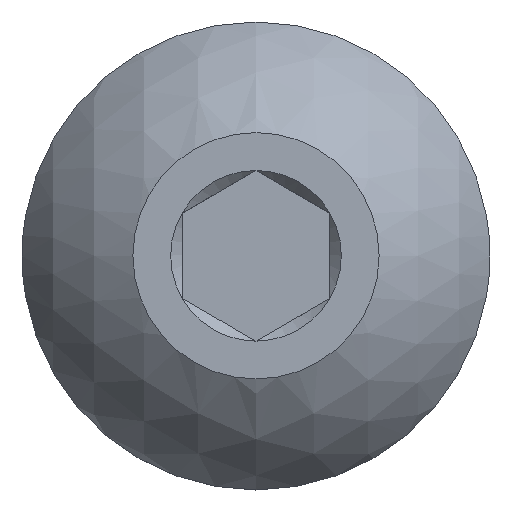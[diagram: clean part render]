
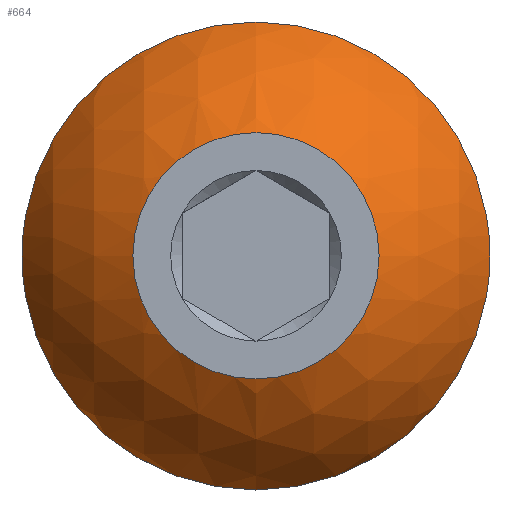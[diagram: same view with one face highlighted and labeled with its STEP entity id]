
A CAD part, top view. The second image highlights one B-rep face of the part: STEP entity #664.
In plain terms, the highlighted spherical face has radius 5.287 mm.
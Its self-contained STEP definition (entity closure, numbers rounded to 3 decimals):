
#27=FACE_BOUND('',#127,.T.);
#30=SPHERICAL_SURFACE('',#726,5.287);
#84=FACE_OUTER_BOUND('',#126,.T.);
#126=EDGE_LOOP('',(#504));
#127=EDGE_LOOP('',(#505));
#154=CIRCLE('',#724,4.75);
#156=CIRCLE('',#727,2.5);
#303=VERTEX_POINT('',#1942);
#305=VERTEX_POINT('',#1948);
#383=EDGE_CURVE('',#303,#303,#154,.T.);
#386=EDGE_CURVE('',#305,#305,#156,.T.);
#504=ORIENTED_EDGE('',*,*,#383,.T.);
#505=ORIENTED_EDGE('',*,*,#386,.F.);
#664=ADVANCED_FACE('',(#84,#27),#30,.T.);
#724=AXIS2_PLACEMENT_3D('',#1943,#825,#826);
#726=AXIS2_PLACEMENT_3D('',#1947,#830,#831);
#727=AXIS2_PLACEMENT_3D('',#1949,#832,#833);
#825=DIRECTION('center_axis',(0.,0.,1.));
#826=DIRECTION('ref_axis',(1.,0.,0.));
#830=DIRECTION('center_axis',(1.,0.,0.));
#831=DIRECTION('ref_axis',(0.,-1.,0.));
#832=DIRECTION('center_axis',(0.,0.,1.));
#833=DIRECTION('ref_axis',(1.,0.,0.));
#1942=CARTESIAN_POINT('',(-4.75,0.,-2.338));
#1943=CARTESIAN_POINT('Origin',(0.,0.,-2.338));
#1947=CARTESIAN_POINT('Origin',(0.,0.,
-4.658));
#1948=CARTESIAN_POINT('',(0.,-2.5,0.));
#1949=CARTESIAN_POINT('Origin',(0.,0.,0.));
